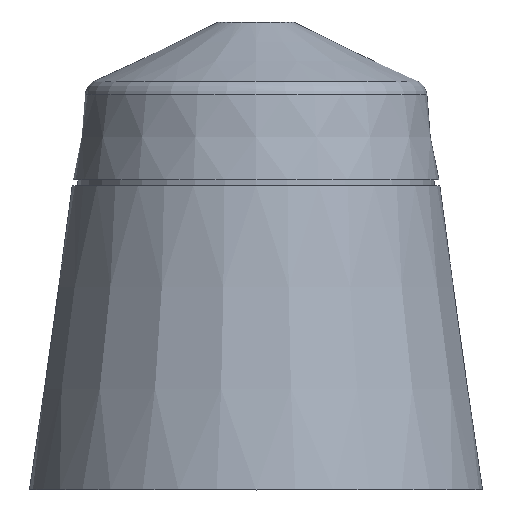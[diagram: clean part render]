
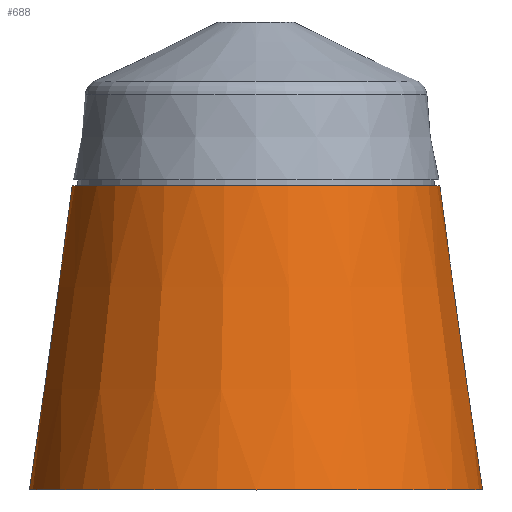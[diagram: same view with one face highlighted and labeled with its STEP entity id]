
A CAD part, left-side view. The second image highlights one B-rep face of the part: STEP entity #688.
In plain terms, the highlighted conical face has half-angle 7.997 degrees and reference radius 35.724 mm.
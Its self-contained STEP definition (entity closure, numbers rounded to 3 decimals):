
#18=CONICAL_SURFACE('',#768,35.724,0.14);
#73=FACE_OUTER_BOUND('',#120,.T.);
#120=EDGE_LOOP('',(#520,#521,#522,#523));
#171=CIRCLE('',#767,39.447);
#172=CIRCLE('',#769,32.001);
#242=LINE('',#4123,#274);
#274=VECTOR('',#883,35.724);
#326=VERTEX_POINT('',#4119);
#327=VERTEX_POINT('',#4122);
#401=EDGE_CURVE('',#326,#326,#171,.T.);
#402=EDGE_CURVE('',#326,#327,#242,.T.);
#403=EDGE_CURVE('',#327,#327,#172,.T.);
#520=ORIENTED_EDGE('',*,*,#401,.T.);
#521=ORIENTED_EDGE('',*,*,#402,.T.);
#522=ORIENTED_EDGE('',*,*,#403,.F.);
#523=ORIENTED_EDGE('',*,*,#402,.F.);
#688=ADVANCED_FACE('',(#73),#18,.T.);
#767=AXIS2_PLACEMENT_3D('',#4120,#879,#880);
#768=AXIS2_PLACEMENT_3D('',#4121,#881,#882);
#769=AXIS2_PLACEMENT_3D('',#4124,#884,#885);
#879=DIRECTION('center_axis',(0.,0.,1.));
#880=DIRECTION('ref_axis',(1.,0.,0.));
#881=DIRECTION('center_axis',(0.,0.,-1.));
#882=DIRECTION('ref_axis',(-1.,0.,0.));
#883=DIRECTION('',(-0.139,0.,0.99));
#884=DIRECTION('center_axis',(0.,0.,1.));
#885=DIRECTION('ref_axis',(1.,0.,0.));
#4119=CARTESIAN_POINT('',(61.447,-15.085,-392.086));
#4120=CARTESIAN_POINT('Origin',(22.,-15.085,-392.086));
#4121=CARTESIAN_POINT('Origin',(22.,-15.085,-365.586));
#4122=CARTESIAN_POINT('',(54.001,-15.085,-339.086));
#4123=CARTESIAN_POINT('',(57.724,-15.085,-365.586));
#4124=CARTESIAN_POINT('Origin',(22.,-15.085,-339.086));
